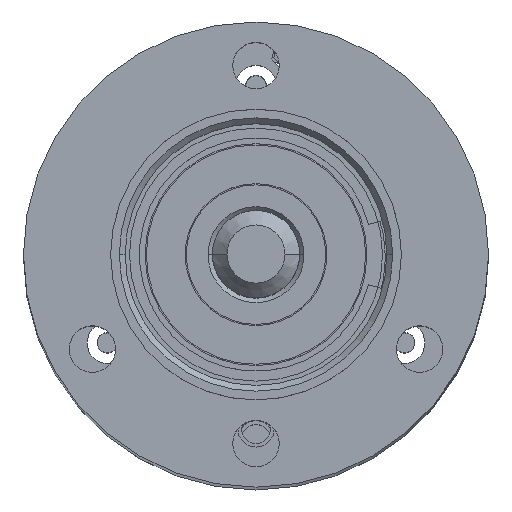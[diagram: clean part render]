
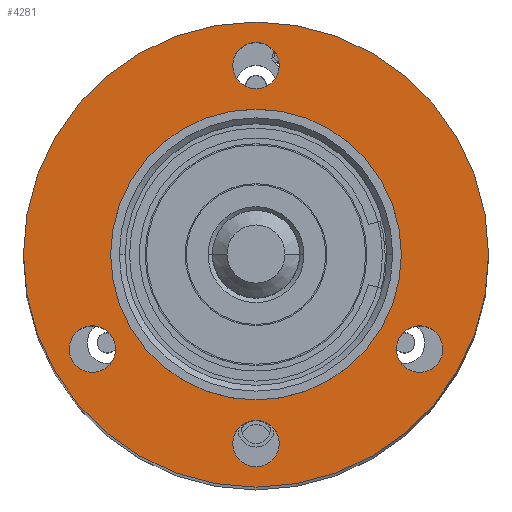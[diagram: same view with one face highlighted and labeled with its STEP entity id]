
A CAD part, top view. The second image highlights one B-rep face of the part: STEP entity #4281.
In plain terms, the highlighted planar face has unit normal (0, 0, 1).
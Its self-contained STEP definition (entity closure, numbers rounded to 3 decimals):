
#75 = DIRECTION ( 'NONE',  ( 1., 0., 0. ) ) ;
#161 = AXIS2_PLACEMENT_3D ( 'NONE', #3677, #3267, #5221 ) ;
#171 = EDGE_CURVE ( 'NONE', #910, #764, #909, .T. ) ;
#175 = CARTESIAN_POINT ( 'NONE',  ( -0.8, -6.5, 0. ) ) ;
#192 = PLANE ( 'NONE',  #895 ) ;
#198 = EDGE_CURVE ( 'NONE', #1301, #686, #3173, .T. ) ;
#451 = EDGE_CURVE ( 'NONE', #878, #4835, #1170, .T. ) ;
#551 = ORIENTED_EDGE ( 'NONE', *, *, #969, .F. ) ;
#615 = AXIS2_PLACEMENT_3D ( 'NONE', #2211, #5063, #2638 ) ;
#686 = VERTEX_POINT ( 'NONE', #4004 ) ;
#695 = ORIENTED_EDGE ( 'NONE', *, *, #862, .F. ) ;
#707 = DIRECTION ( 'NONE',  ( 1., 0., 0. ) ) ;
#720 = DIRECTION ( 'NONE',  ( 0., 0., 1. ) ) ;
#722 = CARTESIAN_POINT ( 'NONE',  ( 5.629, -3.25, 0. ) ) ;
#752 = CIRCLE ( 'NONE', #615, 8. ) ;
#764 = VERTEX_POINT ( 'NONE', #3502 ) ;
#779 = CARTESIAN_POINT ( 'NONE',  ( 4.829, -3.25, 0. ) ) ;
#843 = ORIENTED_EDGE ( 'NONE', *, *, #4116, .F. ) ;
#862 = EDGE_CURVE ( 'NONE', #3088, #3885, #2253, .T. ) ;
#878 = VERTEX_POINT ( 'NONE', #3923 ) ;
#895 = AXIS2_PLACEMENT_3D ( 'NONE', #4332, #5084, #2240 ) ;
#909 = CIRCLE ( 'NONE', #2646, 5. ) ;
#910 = VERTEX_POINT ( 'NONE', #3314 ) ;
#969 = EDGE_CURVE ( 'NONE', #4456, #1923, #5263, .T. ) ;
#988 = DIRECTION ( 'NONE',  ( 0., 0., 1. ) ) ;
#1061 = ORIENTED_EDGE ( 'NONE', *, *, #1451, .F. ) ;
#1082 = ORIENTED_EDGE ( 'NONE', *, *, #1756, .F. ) ;
#1170 = CIRCLE ( 'NONE', #2755, 0.8 ) ;
#1197 = AXIS2_PLACEMENT_3D ( 'NONE', #4757, #988, #1734 ) ;
#1232 = DIRECTION ( 'NONE',  ( 1., 0., 0. ) ) ;
#1237 = AXIS2_PLACEMENT_3D ( 'NONE', #4988, #2550, #75 ) ;
#1242 = DIRECTION ( 'NONE',  ( 0., 0., 1. ) ) ;
#1246 = CARTESIAN_POINT ( 'NONE',  ( 0., -6.5, 0. ) ) ;
#1247 = FACE_BOUND ( 'NONE', #4943, .T. ) ;
#1268 = EDGE_LOOP ( 'NONE', ( #551, #3115 ) ) ;
#1301 = VERTEX_POINT ( 'NONE', #2381 ) ;
#1304 = AXIS2_PLACEMENT_3D ( 'NONE', #2192, #4667, #4676 ) ;
#1363 = CARTESIAN_POINT ( 'NONE',  ( 0.8, -6.5, 0. ) ) ;
#1371 = FACE_BOUND ( 'NONE', #2572, .T. ) ;
#1406 = AXIS2_PLACEMENT_3D ( 'NONE', #4203, #3728, #3796 ) ;
#1432 = AXIS2_PLACEMENT_3D ( 'NONE', #722, #720, #707 ) ;
#1451 = EDGE_CURVE ( 'NONE', #764, #910, #5211, .T. ) ;
#1483 = CIRCLE ( 'NONE', #2999, 0.8 ) ;
#1529 = ORIENTED_EDGE ( 'NONE', *, *, #3914, .F. ) ;
#1561 = CIRCLE ( 'NONE', #1304, 0.8 ) ;
#1734 = DIRECTION ( 'NONE',  ( 1., 0., 0. ) ) ;
#1752 = CIRCLE ( 'NONE', #1432, 0.8 ) ;
#1756 = EDGE_CURVE ( 'NONE', #2476, #2105, #1483, .T. ) ;
#1842 = ORIENTED_EDGE ( 'NONE', *, *, #4043, .F. ) ;
#1868 = DIRECTION ( 'NONE',  ( -1., 0., 0. ) ) ;
#1884 = DIRECTION ( 'NONE',  ( -1., 0., 0. ) ) ;
#1892 = DIRECTION ( 'NONE',  ( 0., 0., 1. ) ) ;
#1898 = EDGE_LOOP ( 'NONE', ( #1061, #4962 ) ) ;
#1899 = CARTESIAN_POINT ( 'NONE',  ( 0., 0., 0. ) ) ;
#1923 = VERTEX_POINT ( 'NONE', #779 ) ;
#1937 = EDGE_CURVE ( 'NONE', #1923, #4456, #1752, .T. ) ;
#2105 = VERTEX_POINT ( 'NONE', #175 ) ;
#2192 = CARTESIAN_POINT ( 'NONE',  ( 0., 6.5, 0. ) ) ;
#2211 = CARTESIAN_POINT ( 'NONE',  ( 0., 0., 0. ) ) ;
#2240 = DIRECTION ( 'NONE',  ( -1., 0., 0. ) ) ;
#2253 = CIRCLE ( 'NONE', #1406, 0.8 ) ;
#2317 = AXIS2_PLACEMENT_3D ( 'NONE', #1899, #1892, #1884 ) ;
#2328 = FACE_BOUND ( 'NONE', #2470, .T. ) ;
#2381 = CARTESIAN_POINT ( 'NONE',  ( 8., 0., 0. ) ) ;
#2470 = EDGE_LOOP ( 'NONE', ( #1842, #3229 ) ) ;
#2476 = VERTEX_POINT ( 'NONE', #1363 ) ;
#2550 = DIRECTION ( 'NONE',  ( 0., 0., 1. ) ) ;
#2572 = EDGE_LOOP ( 'NONE', ( #1082, #1529 ) ) ;
#2638 = DIRECTION ( 'NONE',  ( -1., 0., 0. ) ) ;
#2646 = AXIS2_PLACEMENT_3D ( 'NONE', #5108, #2698, #1868 ) ;
#2698 = DIRECTION ( 'NONE',  ( 0., 0., 1. ) ) ;
#2755 = AXIS2_PLACEMENT_3D ( 'NONE', #4222, #4231, #4251 ) ;
#2757 = EDGE_LOOP ( 'NONE', ( #843, #4966 ) ) ;
#2999 = AXIS2_PLACEMENT_3D ( 'NONE', #1246, #1242, #1232 ) ;
#3088 = VERTEX_POINT ( 'NONE', #3998 ) ;
#3098 = DIRECTION ( 'NONE',  ( 1., 0., 0. ) ) ;
#3101 = DIRECTION ( 'NONE',  ( 0., 0., 1. ) ) ;
#3115 = ORIENTED_EDGE ( 'NONE', *, *, #1937, .F. ) ;
#3123 = CARTESIAN_POINT ( 'NONE',  ( 5.629, -3.25, 0. ) ) ;
#3173 = CIRCLE ( 'NONE', #161, 8. ) ;
#3229 = ORIENTED_EDGE ( 'NONE', *, *, #451, .F. ) ;
#3267 = DIRECTION ( 'NONE',  ( 0., 0., -1. ) ) ;
#3314 = CARTESIAN_POINT ( 'NONE',  ( 5., 0., 0. ) ) ;
#3322 = CARTESIAN_POINT ( 'NONE',  ( -4.829, -3.25, 0. ) ) ;
#3450 = FACE_BOUND ( 'NONE', #1268, .T. ) ;
#3502 = CARTESIAN_POINT ( 'NONE',  ( -5., 0., 0. ) ) ;
#3541 = ORIENTED_EDGE ( 'NONE', *, *, #4074, .F. ) ;
#3566 = CARTESIAN_POINT ( 'NONE',  ( 6.429, -3.25, 0. ) ) ;
#3673 = CARTESIAN_POINT ( 'NONE',  ( 0.8, 6.5, 0. ) ) ;
#3677 = CARTESIAN_POINT ( 'NONE',  ( 0., 0., 0. ) ) ;
#3728 = DIRECTION ( 'NONE',  ( 0., 0., 1. ) ) ;
#3766 = CIRCLE ( 'NONE', #1197, 0.8 ) ;
#3796 = DIRECTION ( 'NONE',  ( 1., 0., 0. ) ) ;
#3885 = VERTEX_POINT ( 'NONE', #3322 ) ;
#3914 = EDGE_CURVE ( 'NONE', #2105, #2476, #5191, .T. ) ;
#3923 = CARTESIAN_POINT ( 'NONE',  ( -0.8, 6.5, 0. ) ) ;
#3998 = CARTESIAN_POINT ( 'NONE',  ( -6.429, -3.25, 0. ) ) ;
#4004 = CARTESIAN_POINT ( 'NONE',  ( -8., 0., 0. ) ) ;
#4043 = EDGE_CURVE ( 'NONE', #4835, #878, #1561, .T. ) ;
#4074 = EDGE_CURVE ( 'NONE', #3885, #3088, #3766, .T. ) ;
#4116 = EDGE_CURVE ( 'NONE', #686, #1301, #752, .T. ) ;
#4168 = AXIS2_PLACEMENT_3D ( 'NONE', #3123, #3101, #3098 ) ;
#4203 = CARTESIAN_POINT ( 'NONE',  ( -5.629, -3.25, 0. ) ) ;
#4222 = CARTESIAN_POINT ( 'NONE',  ( 0., 6.5, 0. ) ) ;
#4231 = DIRECTION ( 'NONE',  ( 0., 0., 1. ) ) ;
#4251 = DIRECTION ( 'NONE',  ( 1., 0., 0. ) ) ;
#4281 = ADVANCED_FACE ( 'NONE', ( #1371, #1247, #3450, #2328, #4405, #4535 ), #192, .F. ) ;
#4332 = CARTESIAN_POINT ( 'NONE',  ( 0., 0., 0. ) ) ;
#4405 = FACE_BOUND ( 'NONE', #1898, .T. ) ;
#4456 = VERTEX_POINT ( 'NONE', #3566 ) ;
#4535 = FACE_OUTER_BOUND ( 'NONE', #2757, .T. ) ;
#4667 = DIRECTION ( 'NONE',  ( 0., 0., 1. ) ) ;
#4676 = DIRECTION ( 'NONE',  ( 1., 0., 0. ) ) ;
#4757 = CARTESIAN_POINT ( 'NONE',  ( -5.629, -3.25, 0. ) ) ;
#4835 = VERTEX_POINT ( 'NONE', #3673 ) ;
#4943 = EDGE_LOOP ( 'NONE', ( #3541, #695 ) ) ;
#4962 = ORIENTED_EDGE ( 'NONE', *, *, #171, .F. ) ;
#4966 = ORIENTED_EDGE ( 'NONE', *, *, #198, .F. ) ;
#4988 = CARTESIAN_POINT ( 'NONE',  ( 0., -6.5, 0. ) ) ;
#5063 = DIRECTION ( 'NONE',  ( 0., 0., -1. ) ) ;
#5084 = DIRECTION ( 'NONE',  ( 0., 0., -1. ) ) ;
#5108 = CARTESIAN_POINT ( 'NONE',  ( 0., 0., 0. ) ) ;
#5191 = CIRCLE ( 'NONE', #1237, 0.8 ) ;
#5211 = CIRCLE ( 'NONE', #2317, 5. ) ;
#5221 = DIRECTION ( 'NONE',  ( -1., 0., 0. ) ) ;
#5263 = CIRCLE ( 'NONE', #4168, 0.8 ) ;
